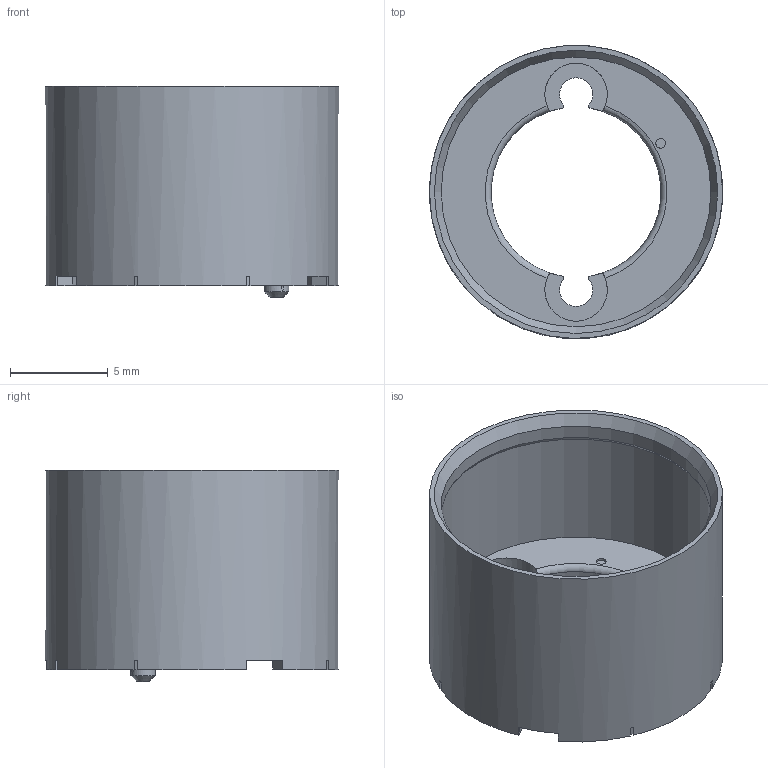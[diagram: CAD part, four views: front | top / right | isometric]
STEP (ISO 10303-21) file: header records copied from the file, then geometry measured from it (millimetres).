
FILE_DESCRIPTION(/* description */ (''),/* implementation_level */ '2;1');
FILE_NAME(/* name */ '15-A_flange_a.stp',/* time_stamp */ '2016-08-22T08:10:20+02:00',/* author */ ('DR. FRITZ FAULHABER GmbH & Co. KG'),/* organization */ ('DR. FRITZ FAULHABER GmbH & Co. KG'),/* preprocessor_version */ 'ST-DEVELOPER v16',/* originating_system */ 'SIEMENS PLM Software NX 10.0',/* authorisation */ '');
FILE_SCHEMA (('AUTOMOTIVE_DESIGN { 1 0 10303 214 3 1 1 1 }'));
Length unit declared in the file: millimetre
Products named in the file (1): 15-X_Gesamt
Bounding box: 14.99 x 14.99 x 10.8 mm (x, y, z)
Volume: 407.7 mm3; surface area: 1128.3 mm2
Topology: 1 solids, 1 shells, 93 faces, 256 edges, 169 vertices
Faces by surface type: plane 60, cylinder 23, cone 8, torus 2
Full cylindrical faces by diameter (mm): 0.5 x1, 0.6 x1, 13.8 x1, 14 x1, 15 x1
Entity records: 3094 total; most frequent: CARTESIAN_POINT 711, ORIENTED_EDGE 492, DIRECTION 490, EDGE_CURVE 246, AXIS2_PLACEMENT_3D 176, VERTEX_POINT 167, LINE 138, VECTOR 138
